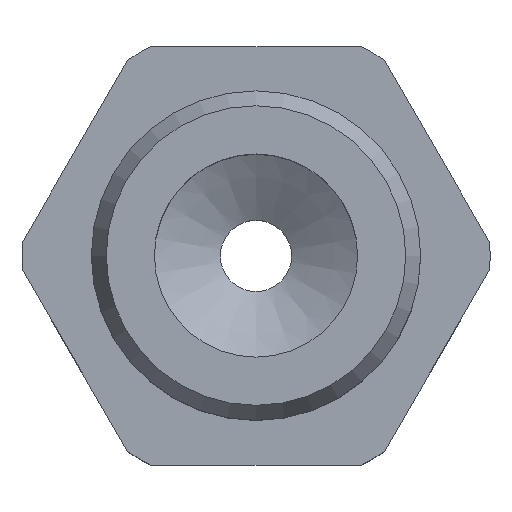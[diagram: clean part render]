
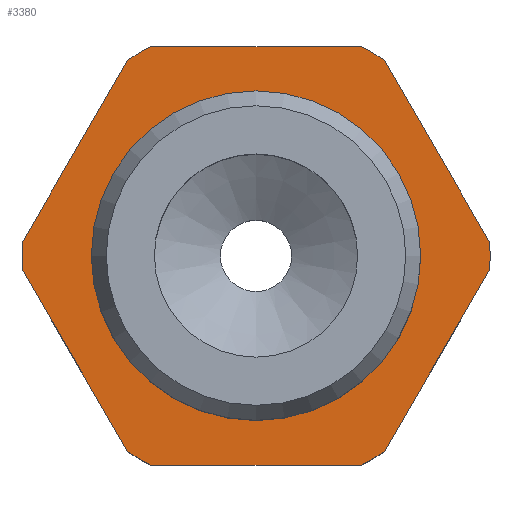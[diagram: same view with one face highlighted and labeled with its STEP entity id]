
A CAD part, top view. The second image highlights one B-rep face of the part: STEP entity #3380.
In plain terms, the highlighted planar face has unit normal (0, 0, 1).
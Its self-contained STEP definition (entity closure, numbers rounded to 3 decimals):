
#43=CIRCLE('',#3498,11.75);
#44=CIRCLE('',#3499,11.75);
#45=CIRCLE('',#3500,11.75);
#46=CIRCLE('',#3501,11.75);
#47=CIRCLE('',#3502,11.75);
#48=CIRCLE('',#3503,11.75);
#49=CIRCLE('',#3504,8.269);
#74=FACE_BOUND('',#712,.T.);
#515=FACE_OUTER_BOUND('',#711,.T.);
#711=EDGE_LOOP('',(#3052,#3053,#3054,#3055,#3056,#3057,#3058,#3059,#3060,
#3061,#3062,#3063));
#712=EDGE_LOOP('',(#3064));
#993=LINE('',#6567,#1281);
#996=LINE('',#6573,#1284);
#999=LINE('',#6579,#1287);
#1002=LINE('',#6585,#1290);
#1005=LINE('',#6591,#1293);
#1008=LINE('',#6597,#1296);
#1281=VECTOR('',#3959,10.);
#1284=VECTOR('',#3964,10.);
#1287=VECTOR('',#3969,10.);
#1290=VECTOR('',#3974,10.);
#1293=VECTOR('',#3979,10.);
#1296=VECTOR('',#3984,10.);
#1615=VERTEX_POINT('',#6565);
#1616=VERTEX_POINT('',#6566);
#1617=VERTEX_POINT('',#6571);
#1618=VERTEX_POINT('',#6572);
#1619=VERTEX_POINT('',#6577);
#1620=VERTEX_POINT('',#6578);
#1621=VERTEX_POINT('',#6583);
#1622=VERTEX_POINT('',#6584);
#1623=VERTEX_POINT('',#6589);
#1624=VERTEX_POINT('',#6590);
#1625=VERTEX_POINT('',#6595);
#1626=VERTEX_POINT('',#6596);
#1627=VERTEX_POINT('',#6607);
#2095=EDGE_CURVE('',#1615,#1616,#993,.T.);
#2098=EDGE_CURVE('',#1617,#1618,#996,.T.);
#2101=EDGE_CURVE('',#1619,#1620,#999,.T.);
#2104=EDGE_CURVE('',#1621,#1622,#1002,.T.);
#2107=EDGE_CURVE('',#1623,#1624,#1005,.T.);
#2110=EDGE_CURVE('',#1625,#1626,#1008,.T.);
#2113=EDGE_CURVE('',#1616,#1623,#43,.T.);
#2114=EDGE_CURVE('',#1624,#1621,#44,.T.);
#2115=EDGE_CURVE('',#1622,#1619,#45,.T.);
#2116=EDGE_CURVE('',#1620,#1625,#46,.T.);
#2117=EDGE_CURVE('',#1626,#1617,#47,.T.);
#2118=EDGE_CURVE('',#1618,#1615,#48,.T.);
#2119=EDGE_CURVE('',#1627,#1627,#49,.T.);
#3052=ORIENTED_EDGE('',*,*,#2095,.T.);
#3053=ORIENTED_EDGE('',*,*,#2113,.T.);
#3054=ORIENTED_EDGE('',*,*,#2107,.T.);
#3055=ORIENTED_EDGE('',*,*,#2114,.T.);
#3056=ORIENTED_EDGE('',*,*,#2104,.T.);
#3057=ORIENTED_EDGE('',*,*,#2115,.T.);
#3058=ORIENTED_EDGE('',*,*,#2101,.T.);
#3059=ORIENTED_EDGE('',*,*,#2116,.T.);
#3060=ORIENTED_EDGE('',*,*,#2110,.T.);
#3061=ORIENTED_EDGE('',*,*,#2117,.T.);
#3062=ORIENTED_EDGE('',*,*,#2098,.T.);
#3063=ORIENTED_EDGE('',*,*,#2118,.T.);
#3064=ORIENTED_EDGE('',*,*,#2119,.F.);
#3211=PLANE('',#3497);
#3380=ADVANCED_FACE('',(#515,#74),#3211,.T.);
#3497=AXIS2_PLACEMENT_3D('',#6600,#3987,#3988);
#3498=AXIS2_PLACEMENT_3D('',#6601,#3989,#3990);
#3499=AXIS2_PLACEMENT_3D('',#6602,#3991,#3992);
#3500=AXIS2_PLACEMENT_3D('',#6603,#3993,#3994);
#3501=AXIS2_PLACEMENT_3D('',#6604,#3995,#3996);
#3502=AXIS2_PLACEMENT_3D('',#6605,#3997,#3998);
#3503=AXIS2_PLACEMENT_3D('',#6606,#3999,#4000);
#3504=AXIS2_PLACEMENT_3D('',#6608,#4001,#4002);
#3959=DIRECTION('',(0.5,0.866,0.));
#3964=DIRECTION('',(1.,0.,0.));
#3969=DIRECTION('',(-0.5,-0.866,0.));
#3974=DIRECTION('',(-1.,0.,0.));
#3979=DIRECTION('',(-0.5,0.866,0.));
#3984=DIRECTION('',(0.5,-0.866,0.));
#3987=DIRECTION('center_axis',(0.,0.,1.));
#3988=DIRECTION('ref_axis',(1.,0.,0.));
#3989=DIRECTION('center_axis',(0.,0.,1.));
#3990=DIRECTION('ref_axis',(1.,0.,0.));
#3991=DIRECTION('center_axis',(0.,0.,1.));
#3992=DIRECTION('ref_axis',(1.,0.,0.));
#3993=DIRECTION('center_axis',(0.,0.,1.));
#3994=DIRECTION('ref_axis',(1.,0.,0.));
#3995=DIRECTION('center_axis',(0.,0.,1.));
#3996=DIRECTION('ref_axis',(1.,0.,0.));
#3997=DIRECTION('center_axis',(0.,0.,1.));
#3998=DIRECTION('ref_axis',(1.,0.,0.));
#3999=DIRECTION('center_axis',(0.,0.,1.));
#4000=DIRECTION('ref_axis',(1.,0.,0.));
#4001=DIRECTION('center_axis',(0.,0.,1.));
#4002=DIRECTION('ref_axis',(1.,0.,0.));
#6565=CARTESIAN_POINT('',(6.456,-9.817,0.));
#6566=CARTESIAN_POINT('',(11.73,-0.683,0.));
#6567=CARTESIAN_POINT('',(8.622,-6.067,0.));
#6571=CARTESIAN_POINT('',(-5.274,-10.5,0.));
#6572=CARTESIAN_POINT('',(5.274,-10.5,0.));
#6573=CARTESIAN_POINT('',(2.637,-10.5,0.));
#6577=CARTESIAN_POINT('',(-6.456,9.817,0.));
#6578=CARTESIAN_POINT('',(-11.73,0.683,0.));
#6579=CARTESIAN_POINT('',(-12.202,-0.134,0.));
#6583=CARTESIAN_POINT('',(5.274,10.5,0.));
#6584=CARTESIAN_POINT('',(-5.274,10.5,0.));
#6585=CARTESIAN_POINT('',(-2.637,10.5,0.));
#6589=CARTESIAN_POINT('',(11.73,0.683,0.));
#6590=CARTESIAN_POINT('',(6.456,9.817,0.));
#6591=CARTESIAN_POINT('',(9.565,4.433,0.));
#6595=CARTESIAN_POINT('',(-11.73,-0.683,0.));
#6596=CARTESIAN_POINT('',(-6.456,-9.817,0.));
#6597=CARTESIAN_POINT('',(-5.985,-10.634,0.));
#6600=CARTESIAN_POINT('Origin',(0.,-8.269,0.));
#6601=CARTESIAN_POINT('Origin',(0.,0.,0.));
#6602=CARTESIAN_POINT('Origin',(0.,0.,0.));
#6603=CARTESIAN_POINT('Origin',(0.,0.,0.));
#6604=CARTESIAN_POINT('Origin',(0.,0.,0.));
#6605=CARTESIAN_POINT('Origin',(0.,0.,0.));
#6606=CARTESIAN_POINT('Origin',(0.,0.,0.));
#6607=CARTESIAN_POINT('',(0.,8.269,0.));
#6608=CARTESIAN_POINT('Origin',(0.,0.,0.));
